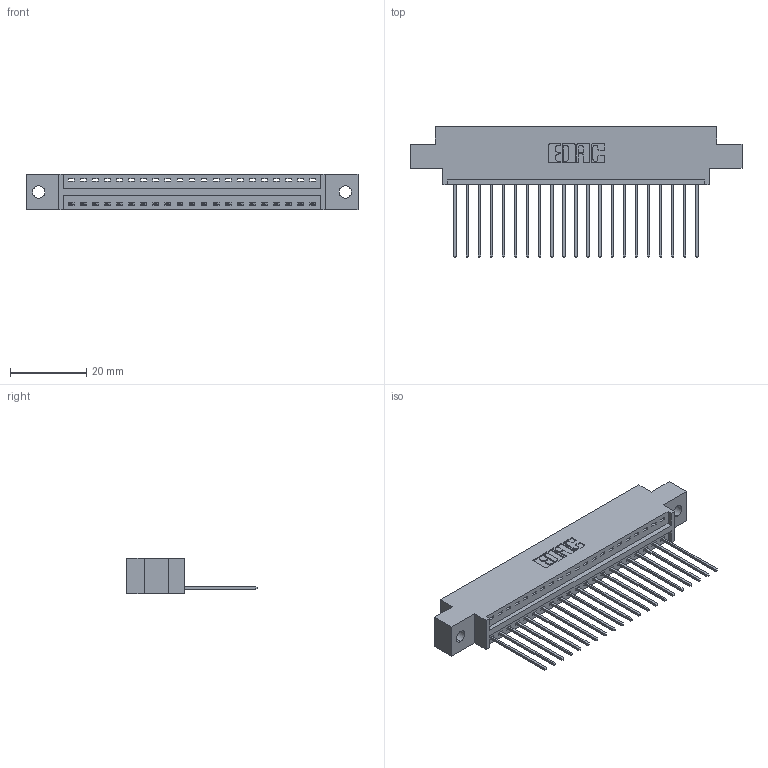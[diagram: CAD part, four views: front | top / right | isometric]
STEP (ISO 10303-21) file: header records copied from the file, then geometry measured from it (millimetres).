
FILE_DESCRIPTION (( 'STEP AP203' ), '1' );
FILE_NAME ('346-021-541-602.STEP', '2022-05-05T18:25:21', ( '' ), ( '' ), 'SwSTEP 2.0', 'SolidWorks 2020', '' );
FILE_SCHEMA (( 'CONFIG_CONTROL_DESIGN' ));
Length unit declared in the file: inch
Products named in the file (3): 345-292-001_345-293-141; 346-021-541-602; 346 Part_0.170 Offset - 0.128 Dia
Assembly tree (22 placements, depth 2):
  346-021-541-602
    346 Part_0.170 Offset - 0.128 Dia
    345-292-001_345-293-141  x21
Bounding box: 87.25 x 34.29 x 9.4 mm (x, y, z)
Volume: 8085 mm3; surface area: 10181.6 mm2
Topology: 22 solids, 22 shells, 1344 faces, 4037 edges, 2662 vertices
Faces by surface type: plane 920, cylinder 424
Entity records: 16013 total; most frequent: CARTESIAN_POINT 2759, ORIENTED_EDGE 2714, DIRECTION 2459, EDGE_CURVE 1357, LINE 1141, VECTOR 1141, VERTEX_POINT 902, AXIS2_PLACEMENT_3D 659
